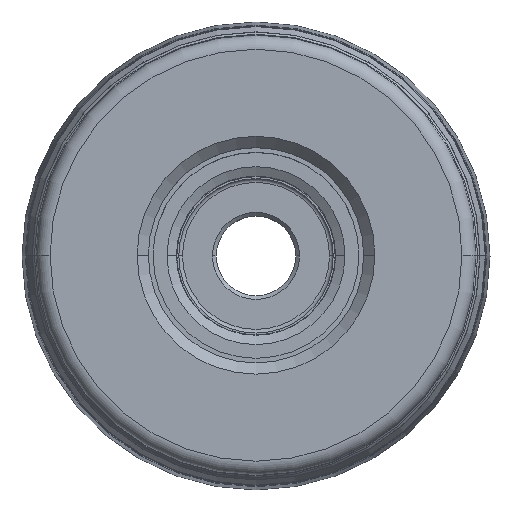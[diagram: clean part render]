
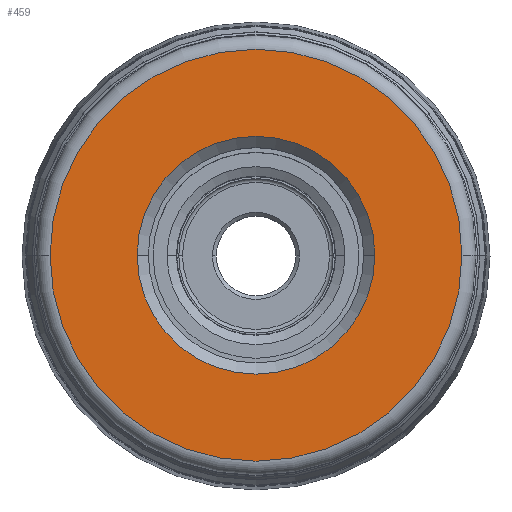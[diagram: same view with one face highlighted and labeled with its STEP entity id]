
A CAD part, top view. The second image highlights one B-rep face of the part: STEP entity #459.
In plain terms, the highlighted planar face has unit normal (0, 0, 1).
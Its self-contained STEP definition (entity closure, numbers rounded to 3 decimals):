
#46=PLANE('',#2336);
#54=FACE_BOUND('',#771,.T.);
#55=FACE_BOUND('',#772,.T.);
#459=ADVANCED_FACE('',(#54,#55),#46,.F.);
#771=EDGE_LOOP('',(#1305,#1306));
#772=EDGE_LOOP('',(#1307,#1308));
#1305=ORIENTED_EDGE('',*,*,#1848,.T.);
#1306=ORIENTED_EDGE('',*,*,#1849,.T.);
#1307=ORIENTED_EDGE('',*,*,#1850,.T.);
#1308=ORIENTED_EDGE('',*,*,#1851,.T.);
#1599=VERTEX_POINT('',#4659);
#1600=VERTEX_POINT('',#4661);
#1601=VERTEX_POINT('',#4666);
#1602=VERTEX_POINT('',#4667);
#1848=EDGE_CURVE('',#1599,#1600,#2054,.T.);
#1849=EDGE_CURVE('',#1600,#1599,#2055,.T.);
#1850=EDGE_CURVE('',#1601,#1602,#2056,.T.);
#1851=EDGE_CURVE('',#1602,#1601,#2057,.T.);
#2054=CIRCLE('',#2331,22.);
#2055=CIRCLE('',#2333,22.);
#2056=CIRCLE('',#2334,12.7);
#2057=CIRCLE('',#2335,12.7);
#2331=AXIS2_PLACEMENT_3D('',#4662,#2845,#2846);
#2333=AXIS2_PLACEMENT_3D('',#4664,#2849,#2850);
#2334=AXIS2_PLACEMENT_3D('',#4665,#2851,#2852);
#2335=AXIS2_PLACEMENT_3D('',#4668,#2853,#2854);
#2336=AXIS2_PLACEMENT_3D('',#4669,#2855,#2856);
#2845=DIRECTION('',(0.,0.,1.));
#2846=DIRECTION('',(1.,0.,0.));
#2849=DIRECTION('',(0.,0.,1.));
#2850=DIRECTION('',(-1.,0.,0.));
#2851=DIRECTION('',(0.,0.,-1.));
#2852=DIRECTION('',(1.,0.,0.));
#2853=DIRECTION('',(0.,0.,-1.));
#2854=DIRECTION('',(-1.,0.,0.));
#2855=DIRECTION('',(0.,0.,-1.));
#2856=DIRECTION('',(-1.,0.,0.));
#4659=CARTESIAN_POINT('',(22.,0.,0.));
#4661=CARTESIAN_POINT('',(-22.,0.,0.));
#4662=CARTESIAN_POINT('',(0.,0.,0.));
#4664=CARTESIAN_POINT('',(0.,0.,0.));
#4665=CARTESIAN_POINT('',(0.,0.,0.));
#4666=CARTESIAN_POINT('',(12.7,0.,0.));
#4667=CARTESIAN_POINT('',(-12.7,0.,0.));
#4668=CARTESIAN_POINT('',(0.,0.,0.));
#4669=CARTESIAN_POINT('',(0.,0.,0.));
